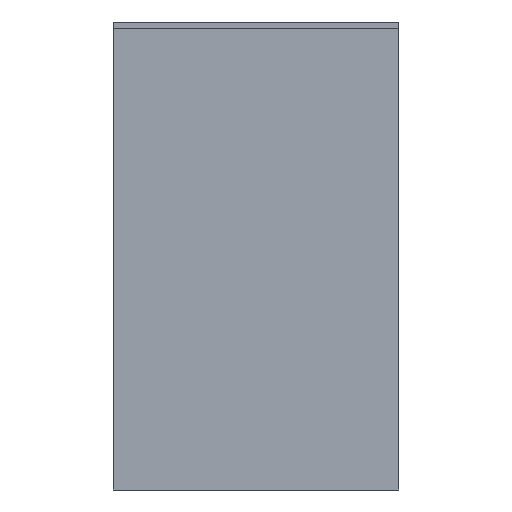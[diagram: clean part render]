
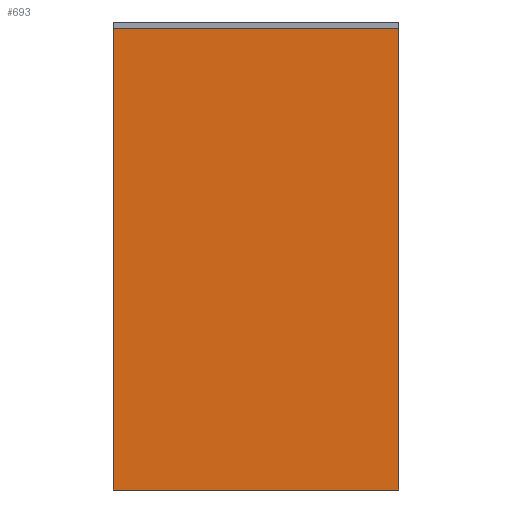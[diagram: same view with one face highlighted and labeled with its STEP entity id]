
A CAD part, left-side view. The second image highlights one B-rep face of the part: STEP entity #693.
In plain terms, the highlighted planar face has unit normal (-1, 0, 0).
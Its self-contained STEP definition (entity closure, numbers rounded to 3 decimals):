
#71 = CARTESIAN_POINT ( 'NONE',  ( 92., 31., -100. ) ) ;
#161 = LINE ( 'NONE', #1403, #189 ) ;
#175 = VECTOR ( 'NONE', #1591, 1000. ) ;
#189 = VECTOR ( 'NONE', #1529, 1000. ) ;
#195 = LINE ( 'NONE', #1574, #175 ) ;
#256 = VERTEX_POINT ( 'NONE', #1199 ) ;
#384 = EDGE_CURVE ( 'NONE', #1598, #2789, #2352, .T. ) ;
#693 = ADVANCED_FACE ( 'NONE', ( #2144 ), #1507, .F. ) ;
#731 = CARTESIAN_POINT ( 'NONE',  ( 92., 31., -98.49 ) ) ;
#756 = CARTESIAN_POINT ( 'NONE',  ( 92., 31., -0.01 ) ) ;
#808 = ORIENTED_EDGE ( 'NONE', *, *, #3260, .F. ) ;
#1095 = VERTEX_POINT ( 'NONE', #2348 ) ;
#1199 = CARTESIAN_POINT ( 'NONE',  ( 92., -31., -0.01 ) ) ;
#1403 = CARTESIAN_POINT ( 'NONE',  ( 92., -33.135, -100. ) ) ;
#1496 = VECTOR ( 'NONE', #2436, 1000. ) ;
#1504 = DIRECTION ( 'NONE',  ( 1., 0., 0. ) ) ;
#1507 = PLANE ( 'NONE',  #1612 ) ;
#1529 = DIRECTION ( 'NONE',  ( 0., 1., 0. ) ) ;
#1532 = LINE ( 'NONE', #3066, #1496 ) ;
#1574 = CARTESIAN_POINT ( 'NONE',  ( 92., 31., -0.01 ) ) ;
#1591 = DIRECTION ( 'NONE',  ( 0., -1., 0. ) ) ;
#1598 = VERTEX_POINT ( 'NONE', #71 ) ;
#1612 = AXIS2_PLACEMENT_3D ( 'NONE', #1660, #1504, #1829 ) ;
#1660 = CARTESIAN_POINT ( 'NONE',  ( 92., 31., -98.49 ) ) ;
#1726 = EDGE_CURVE ( 'NONE', #256, #1095, #1532, .T. ) ;
#1829 = DIRECTION ( 'NONE',  ( 0., 0., -1. ) ) ;
#2144 = FACE_OUTER_BOUND ( 'NONE', #2848, .T. ) ;
#2348 = CARTESIAN_POINT ( 'NONE',  ( 92., -31., -100. ) ) ;
#2352 = LINE ( 'NONE', #731, #2396 ) ;
#2396 = VECTOR ( 'NONE', #2607, 1000. ) ;
#2436 = DIRECTION ( 'NONE',  ( 0., 0., -1. ) ) ;
#2607 = DIRECTION ( 'NONE',  ( 0., 0., 1. ) ) ;
#2769 = ORIENTED_EDGE ( 'NONE', *, *, #1726, .F. ) ;
#2789 = VERTEX_POINT ( 'NONE', #756 ) ;
#2795 = ORIENTED_EDGE ( 'NONE', *, *, #3246, .F. ) ;
#2808 = ORIENTED_EDGE ( 'NONE', *, *, #384, .F. ) ;
#2848 = EDGE_LOOP ( 'NONE', ( #2769, #2795, #2808, #808 ) ) ;
#3066 = CARTESIAN_POINT ( 'NONE',  ( 92., -31., -98.49 ) ) ;
#3246 = EDGE_CURVE ( 'NONE', #2789, #256, #195, .T. ) ;
#3260 = EDGE_CURVE ( 'NONE', #1095, #1598, #161, .T. ) ;
